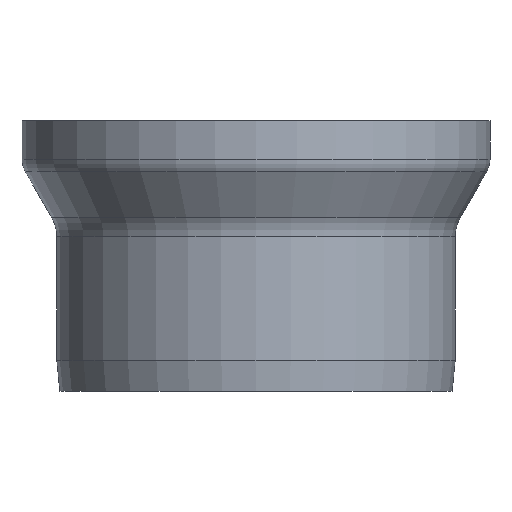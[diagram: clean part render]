
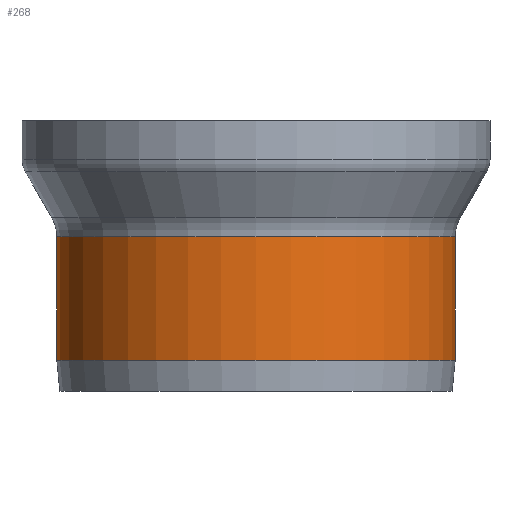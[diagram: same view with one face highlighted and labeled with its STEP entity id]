
A CAD part, front view. The second image highlights one B-rep face of the part: STEP entity #268.
In plain terms, the highlighted cylindrical face has radius 515 mm (diameter 1030 mm), a full revolution.
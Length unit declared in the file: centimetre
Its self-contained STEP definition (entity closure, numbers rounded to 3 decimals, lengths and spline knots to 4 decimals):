
#26=CYLINDRICAL_SURFACE('',#323,51.5);
#38=FACE_OUTER_BOUND('',#54,.T.);
#54=EDGE_LOOP('',(#195,#196,#197,#198,#199,#200));
#78=CIRCLE('',#321,51.5);
#79=CIRCLE('',#322,51.5);
#80=CIRCLE('',#324,51.5);
#81=CIRCLE('',#325,51.5);
#110=VERTEX_POINT('',#503);
#111=VERTEX_POINT('',#505);
#112=VERTEX_POINT('',#509);
#113=VERTEX_POINT('',#511);
#142=EDGE_CURVE('',#110,#111,#78,.T.);
#143=EDGE_CURVE('',#111,#110,#79,.T.);
#144=EDGE_CURVE('',#111,#112,#287,.T.);
#145=EDGE_CURVE('',#112,#113,#80,.T.);
#146=EDGE_CURVE('',#113,#112,#81,.T.);
#195=ORIENTED_EDGE('',*,*,#143,.F.);
#196=ORIENTED_EDGE('',*,*,#144,.T.);
#197=ORIENTED_EDGE('',*,*,#145,.T.);
#198=ORIENTED_EDGE('',*,*,#146,.T.);
#199=ORIENTED_EDGE('',*,*,#144,.F.);
#200=ORIENTED_EDGE('',*,*,#142,.F.);
#268=ADVANCED_FACE('',(#38),#26,.T.);
#287=LINE('',#510,#297);
#297=VECTOR('',#400,51.5);
#321=AXIS2_PLACEMENT_3D('',#506,#394,#395);
#322=AXIS2_PLACEMENT_3D('',#507,#396,#397);
#323=AXIS2_PLACEMENT_3D('',#508,#398,#399);
#324=AXIS2_PLACEMENT_3D('',#512,#401,#402);
#325=AXIS2_PLACEMENT_3D('',#513,#403,#404);
#394=DIRECTION('center_axis',(0.,0.,
-1.));
#395=DIRECTION('ref_axis',(-1.,0.,0.));
#396=DIRECTION('center_axis',(0.,0.,
-1.));
#397=DIRECTION('ref_axis',(-1.,0.,0.));
#398=DIRECTION('center_axis',(0.,0.,
-1.));
#399=DIRECTION('ref_axis',(1.,0.,0.));
#400=DIRECTION('',(0.,0.,1.));
#401=DIRECTION('center_axis',(0.,0.,
-1.));
#402=DIRECTION('ref_axis',(1.,0.,0.));
#403=DIRECTION('center_axis',(0.,0.,
-1.));
#404=DIRECTION('ref_axis',(1.,0.,0.));
#503=CARTESIAN_POINT('',(0.,-51.5,8.0499));
#505=CARTESIAN_POINT('',(-51.5,0.,8.0499));
#506=CARTESIAN_POINT('Origin',(0.,0.,
8.0499));
#507=CARTESIAN_POINT('Origin',(0.,0.,
8.0499));
#508=CARTESIAN_POINT('Origin',(0.,0.,
24.));
#509=CARTESIAN_POINT('',(-51.5,0.,40.));
#510=CARTESIAN_POINT('',(-51.5,0.,24.));
#511=CARTESIAN_POINT('',(0.,-51.5,40.));
#512=CARTESIAN_POINT('Origin',(0.,0.,
40.));
#513=CARTESIAN_POINT('Origin',(0.,0.,
40.));
